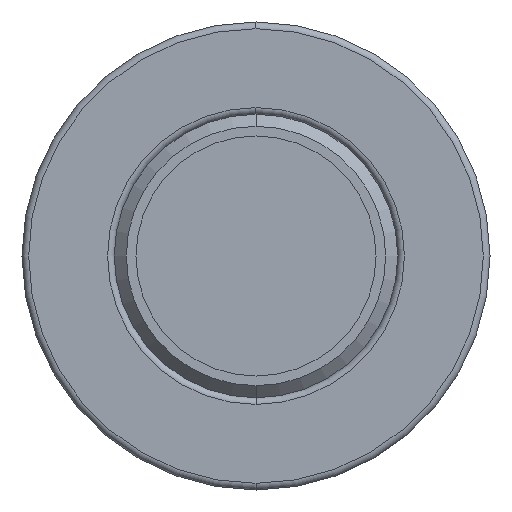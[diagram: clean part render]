
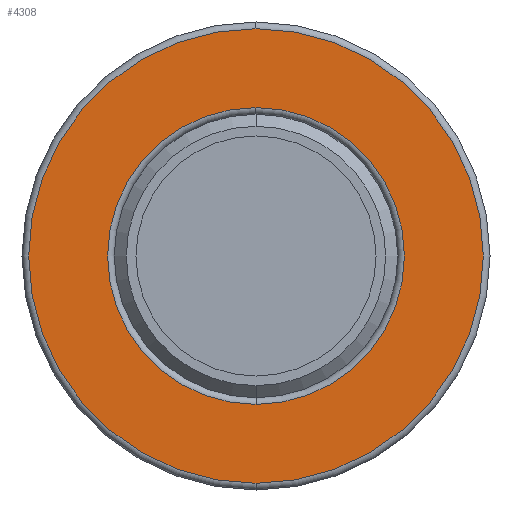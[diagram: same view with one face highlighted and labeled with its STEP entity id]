
A CAD part, front view. The second image highlights one B-rep face of the part: STEP entity #4308.
In plain terms, the highlighted planar face has unit normal (0, -1, 0).
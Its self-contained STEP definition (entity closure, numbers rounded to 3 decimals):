
#4036=CARTESIAN_POINT('',(0.,0.,0.));
#4037=DIRECTION('',(0.,1.,0.));
#4038=DIRECTION('',(0.,0.,1.));
#4039=AXIS2_PLACEMENT_3D('',#4036,#4037,#4038);
#4041=CARTESIAN_POINT('',(0.,0.,0.));
#4042=DIRECTION('',(0.,1.,0.));
#4043=DIRECTION('',(0.,0.,-1.));
#4044=AXIS2_PLACEMENT_3D('',#4041,#4042,#4043);
#4046=CARTESIAN_POINT('',(0.,0.,0.));
#4047=DIRECTION('',(0.,1.,0.));
#4048=DIRECTION('',(0.,0.,1.));
#4049=AXIS2_PLACEMENT_3D('',#4046,#4047,#4048);
#4051=CARTESIAN_POINT('',(0.,0.,0.));
#4052=DIRECTION('',(0.,1.,0.));
#4053=DIRECTION('',(0.,0.,-1.));
#4054=AXIS2_PLACEMENT_3D('',#4051,#4052,#4053);
#4249=CARTESIAN_POINT('',(0.,0.,34.));
#4250=CARTESIAN_POINT('',(0.,0.,-34.));
#4251=VERTEX_POINT('',#4249);
#4252=VERTEX_POINT('',#4250);
#4253=CARTESIAN_POINT('',(0.,0.,22.2));
#4254=CARTESIAN_POINT('',(0.,0.,-22.2));
#4255=VERTEX_POINT('',#4253);
#4256=VERTEX_POINT('',#4254);
#4292=CARTESIAN_POINT('',(0.,0.,0.));
#4293=DIRECTION('',(0.,-1.,0.));
#4294=DIRECTION('',(0.,0.,1.));
#4295=AXIS2_PLACEMENT_3D('',#4292,#4293,#4294);
#4296=PLANE('',#4295);
#4298=ORIENTED_EDGE('',*,*,#4297,.T.);
#4300=ORIENTED_EDGE('',*,*,#4299,.T.);
#4301=EDGE_LOOP('',(#4298,#4300));
#4302=FACE_OUTER_BOUND('',#4301,.F.);
#4303=ORIENTED_EDGE('',*,*,#4282,.F.);
#4305=ORIENTED_EDGE('',*,*,#4304,.F.);
#4306=EDGE_LOOP('',(#4303,#4305));
#4307=FACE_BOUND('',#4306,.F.);
#4308=ADVANCED_FACE('',(#4302,#4307),#4296,.T.);
#4040=CIRCLE('',#4039,34.);
#4045=CIRCLE('',#4044,34.);
#4050=CIRCLE('',#4049,22.2);
#4055=CIRCLE('',#4054,22.2);
#4282=EDGE_CURVE('',#4255,#4256,#4050,.T.);
#4297=EDGE_CURVE('',#4251,#4252,#4040,.T.);
#4299=EDGE_CURVE('',#4252,#4251,#4045,.T.);
#4304=EDGE_CURVE('',#4256,#4255,#4055,.T.);
